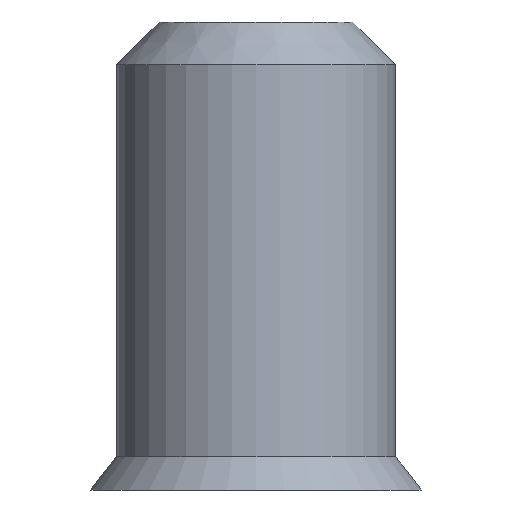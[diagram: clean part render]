
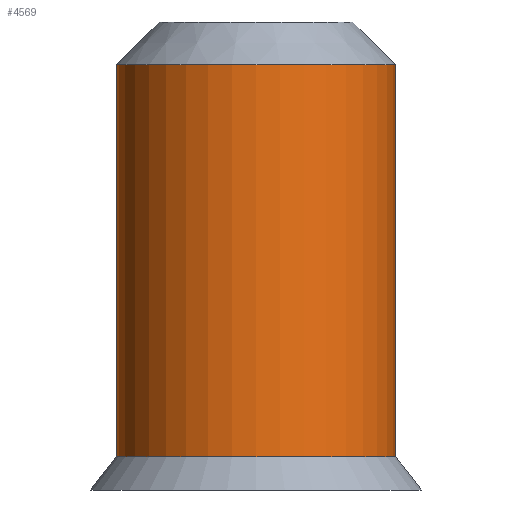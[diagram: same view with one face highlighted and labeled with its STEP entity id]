
A CAD part, front view. The second image highlights one B-rep face of the part: STEP entity #4569.
In plain terms, the highlighted cylindrical face has radius 2.95 mm (diameter 5.9 mm), a full revolution.
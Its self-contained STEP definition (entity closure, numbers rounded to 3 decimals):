
#211 = DIRECTION ( 'NONE',  ( 0., 0., 1. ) ) ;
#260 = EDGE_CURVE ( 'NONE', #8252, #8252, #4666, .T. ) ;
#1320 = FACE_OUTER_BOUND ( 'NONE', #8095, .T. ) ;
#2069 = VERTEX_POINT ( 'NONE', #3756 ) ;
#2527 = CARTESIAN_POINT ( 'NONE',  ( 0., 0., 9. ) ) ;
#2606 = EDGE_CURVE ( 'NONE', #2069, #2069, #4122, .T. ) ;
#3020 = FACE_OUTER_BOUND ( 'NONE', #3513, .T. ) ;
#3117 = CARTESIAN_POINT ( 'NONE',  ( 0., 0., 10. ) ) ;
#3492 = CYLINDRICAL_SURFACE ( 'NONE', #7441, 2.95 ) ;
#3513 = EDGE_LOOP ( 'NONE', ( #8702 ) ) ;
#3756 = CARTESIAN_POINT ( 'NONE',  ( 2.95, 0., 9. ) ) ;
#4122 = CIRCLE ( 'NONE', #8674, 2.95 ) ;
#4569 = ADVANCED_FACE ( 'NONE', ( #3020, #1320 ), #3492, .T. ) ;
#4597 = DIRECTION ( 'NONE',  ( 0., 0., 1. ) ) ;
#4666 = CIRCLE ( 'NONE', #4764, 2.95 ) ;
#4764 = AXIS2_PLACEMENT_3D ( 'NONE', #7180, #5419, #8779 ) ;
#5419 = DIRECTION ( 'NONE',  ( 0., 0., 1. ) ) ;
#5619 = DIRECTION ( 'NONE',  ( 1., 0., 0. ) ) ;
#7180 = CARTESIAN_POINT ( 'NONE',  ( 0., 0., 0.7 ) ) ;
#7441 = AXIS2_PLACEMENT_3D ( 'NONE', #3117, #4597, #7645 ) ;
#7645 = DIRECTION ( 'NONE',  ( 1., 0., 0. ) ) ;
#8095 = EDGE_LOOP ( 'NONE', ( #8460 ) ) ;
#8226 = CARTESIAN_POINT ( 'NONE',  ( 2.95, 0., 0.7 ) ) ;
#8252 = VERTEX_POINT ( 'NONE', #8226 ) ;
#8460 = ORIENTED_EDGE ( 'NONE', *, *, #260, .T. ) ;
#8674 = AXIS2_PLACEMENT_3D ( 'NONE', #2527, #211, #5619 ) ;
#8702 = ORIENTED_EDGE ( 'NONE', *, *, #2606, .F. ) ;
#8779 = DIRECTION ( 'NONE',  ( 1., 0., 0. ) ) ;
